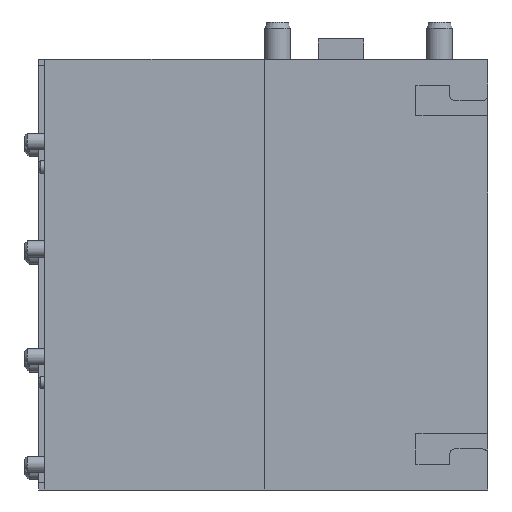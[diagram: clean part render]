
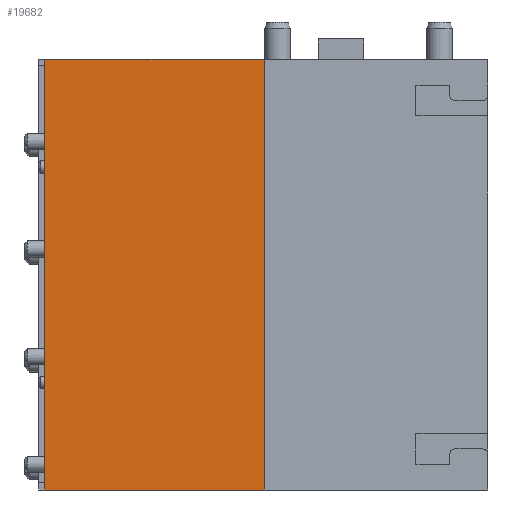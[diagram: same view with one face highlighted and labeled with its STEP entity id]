
A CAD part, left-side view. The second image highlights one B-rep face of the part: STEP entity #19682.
In plain terms, the highlighted planar face has unit normal (-1, 0, 0).
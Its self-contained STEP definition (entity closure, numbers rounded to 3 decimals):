
#1882=ORIENTED_EDGE('',*,*,#5720,.T.);
#1883=ORIENTED_EDGE('',*,*,#5440,.F.);
#1884=ORIENTED_EDGE('',*,*,#5852,.F.);
#1885=ORIENTED_EDGE('',*,*,#5155,.T.);
#5155=EDGE_CURVE('',#7192,#7191,#8571,.T.);
#5440=EDGE_CURVE('',#7421,#7422,#8811,.T.);
#5720=EDGE_CURVE('',#7191,#7422,#8976,.T.);
#5852=EDGE_CURVE('',#7192,#7421,#9044,.T.);
#7191=VERTEX_POINT('',#26485);
#7192=VERTEX_POINT('',#26487);
#7421=VERTEX_POINT('',#27042);
#7422=VERTEX_POINT('',#27044);
#8571=LINE('',#26486,#10014);
#8811=LINE('',#27043,#10254);
#8976=LINE('',#27590,#10419);
#9044=LINE('',#27853,#10487);
#10014=VECTOR('',#22084,1000.);
#10254=VECTOR('',#22498,1000.);
#10419=VECTOR('',#22907,1000.);
#10487=VECTOR('',#23109,1000.);
#11507=EDGE_LOOP('',(#1882,#1883,#1884,#1885));
#12572=FACE_BOUND('',#11507,.T.);
#13547=PLANE('',#20786);
#19682=ADVANCED_FACE('',(#12572),#13547,.T.);
#20786=AXIS2_PLACEMENT_3D('',#27854,#23110,#23111);
#22084=DIRECTION('',(0.,1.,0.));
#22498=DIRECTION('',(0.,1.,0.));
#22907=DIRECTION('',(0.,0.,-1.));
#23109=DIRECTION('',(0.,0.,-1.));
#23110=DIRECTION('',(-1.,0.,0.));
#23111=DIRECTION('',(0.,0.,1.));
#26485=CARTESIAN_POINT('',(-18.8,43.2,42.));
#26486=CARTESIAN_POINT('',(-18.8,22.1,42.));
#26487=CARTESIAN_POINT('',(-18.8,21.8,42.));
#27042=CARTESIAN_POINT('',(-18.8,21.8,0.));
#27043=CARTESIAN_POINT('',(-18.8,22.1,0.));
#27044=CARTESIAN_POINT('',(-18.8,43.2,0.));
#27590=CARTESIAN_POINT('',(-18.8,43.2,42.));
#27853=CARTESIAN_POINT('',(-18.8,21.8,42.));
#27854=CARTESIAN_POINT('',(-18.8,22.1,42.));
